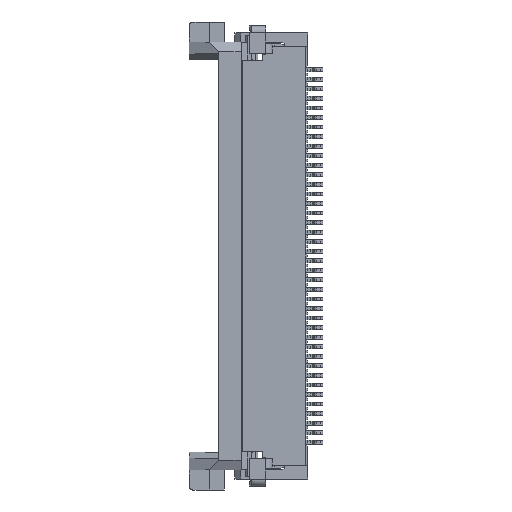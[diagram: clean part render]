
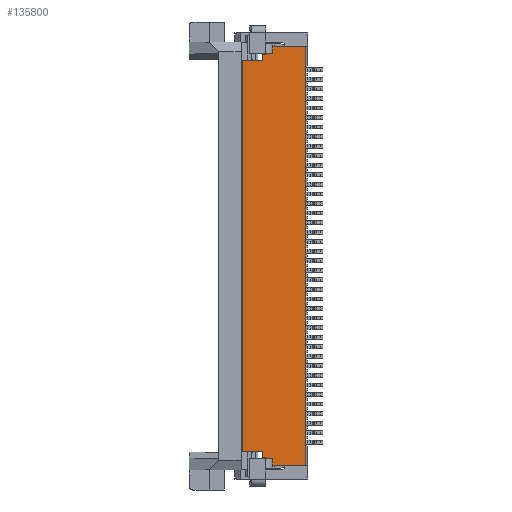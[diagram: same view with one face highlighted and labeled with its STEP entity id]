
A CAD part, left-side view. The second image highlights one B-rep face of the part: STEP entity #135800.
In plain terms, the highlighted face is planar.
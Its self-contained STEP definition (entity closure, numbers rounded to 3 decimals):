
#3850=CARTESIAN_POINT('',(0.5,32.4,-1.93));
#3860=VERTEX_POINT('',#3850);
#3890=CARTESIAN_POINT('',(0.5,32.4,-1.205));
#3900=DIRECTION('',(0.,0.,1.));
#3910=VECTOR('',#3900,1.);
#3920=LINE('',#3890,#3910);
#3930=CARTESIAN_POINT('',(0.5,32.4,-2.28));
#3940=VERTEX_POINT('',#3930);
#3950=EDGE_CURVE('',#3940,#3860,#3920,.T.);
#24990=CARTESIAN_POINT('',(0.5,34.15,-1.93));
#25000=VERTEX_POINT('',#24990);
#25030=CARTESIAN_POINT('',(0.5,34.25,-1.93));
#25040=DIRECTION('',(0.,1.,0.));
#25050=VECTOR('',#25040,1.);
#25060=LINE('',#25030,#25050);
#25070=EDGE_CURVE('',#3860,#25000,#25060,.T.);
#40450=CARTESIAN_POINT('',(0.5,32.4,-23.48));
#40460=VERTEX_POINT('',#40450);
#40490=CARTESIAN_POINT('',(0.5,32.4,-24.555));
#40500=DIRECTION('',(0.,0.,-1.));
#40510=VECTOR('',#40500,1.);
#40520=LINE('',#40490,#40510);
#40530=CARTESIAN_POINT('',(0.5,32.4,-23.83));
#40540=VERTEX_POINT('',#40530);
#40550=EDGE_CURVE('',#40460,#40540,#40520,.T.);
#52820=CARTESIAN_POINT('',(0.5,32.337,-2.28));
#52830=VERTEX_POINT('',#52820);
#67660=CARTESIAN_POINT('',(0.5,32.337,-23.48));
#67670=VERTEX_POINT('',#67660);
#98040=CARTESIAN_POINT('',(0.5,31.3,-2.28));
#98050=DIRECTION('',(0.,1.,0.));
#98060=VECTOR('',#98050,1.);
#98070=LINE('',#98040,#98060);
#98080=CARTESIAN_POINT('',(0.5,32.15,-2.28));
#98090=VERTEX_POINT('',#98080);
#98100=EDGE_CURVE('',#98090,#52830,#98070,.T.);
#109670=CARTESIAN_POINT('',(0.5,30.85,-23.13));
#109680=VERTEX_POINT('',#109670);
#109710=CARTESIAN_POINT('',(0.5,34.25,-23.13));
#109720=DIRECTION('',(0.,-1.,0.));
#109730=VECTOR('',#109720,1.);
#109740=LINE('',#109710,#109730);
#109750=CARTESIAN_POINT('',(0.5,31.9,-23.13));
#109760=VERTEX_POINT('',#109750);
#109770=EDGE_CURVE('',#109760,#109680,#109740,.T.);
#130530=CARTESIAN_POINT('',(0.5,34.25,-23.48));
#130540=DIRECTION('',(0.,1.,0.));
#130550=VECTOR('',#130540,1.);
#130560=LINE('',#130530,#130550);
#130570=EDGE_CURVE('',#67670,#40460,#130560,.T.);
#131960=CARTESIAN_POINT('',(0.5,34.25,-2.28));
#131970=DIRECTION('',(0.,1.,0.));
#131980=VECTOR('',#131970,1.);
#131990=LINE('',#131960,#131980);
#132000=EDGE_CURVE('',#52830,#3940,#131990,.T.);
#135000=CARTESIAN_POINT('',(0.5,34.25,-24.555));
#135010=DIRECTION('',(-1.,0.,0.));
#135020=DIRECTION('',(0.,0.,1.));
#135030=AXIS2_PLACEMENT_3D('',#135000,#135010,#135020);
#135040=PLANE('',#135030);
#135050=CARTESIAN_POINT('',(0.5,34.25,-23.83));
#135060=DIRECTION('',(0.,1.,0.));
#135070=VECTOR('',#135060,1.);
#135080=LINE('',#135050,#135070);
#135090=CARTESIAN_POINT('',(0.5,34.15,-23.83));
#135100=VERTEX_POINT('',#135090);
#135110=EDGE_CURVE('',#40540,#135100,#135080,.T.);
#135120=ORIENTED_EDGE('',*,*,#135110,.T.);
#135130=ORIENTED_EDGE('',*,*,#40550,.T.);
#135140=ORIENTED_EDGE('',*,*,#130570,.T.);
#135150=CARTESIAN_POINT('',(0.5,31.3,-23.48));
#135160=DIRECTION('',(0.,1.,0.));
#135170=VECTOR('',#135160,1.);
#135180=LINE('',#135150,#135170);
#135190=CARTESIAN_POINT('',(0.5,32.15,-23.48));
#135200=VERTEX_POINT('',#135190);
#135210=EDGE_CURVE('',#135200,#67670,#135180,.T.);
#135220=ORIENTED_EDGE('',*,*,#135210,.T.);
#135230=CARTESIAN_POINT('',(0.5,34.25,-24.32));
#135240=DIRECTION('',(0.,0.928,
-0.371));
#135250=VECTOR('',#135240,1.);
#135260=LINE('',#135230,#135250);
#135270=CARTESIAN_POINT('',(0.5,31.9,-23.38));
#135280=VERTEX_POINT('',#135270);
#135290=EDGE_CURVE('',#135280,#135200,#135260,.T.);
#135300=ORIENTED_EDGE('',*,*,#135290,.T.);
#135310=CARTESIAN_POINT('',(0.5,31.9,-24.555));
#135320=DIRECTION('',(0.,0.,-1.));
#135330=VECTOR('',#135320,1.);
#135340=LINE('',#135310,#135330);
#135350=EDGE_CURVE('',#109760,#135280,#135340,.T.);
#135360=ORIENTED_EDGE('',*,*,#135350,.T.);
#135370=ORIENTED_EDGE('',*,*,#109770,.F.);
#135380=CARTESIAN_POINT('',(0.5,30.85,-17.24));
#135390=DIRECTION('',(0.,0.,-1.));
#135400=VECTOR('',#135390,1.);
#135410=LINE('',#135380,#135400);
#135420=CARTESIAN_POINT('',(0.5,30.85,-2.63));
#135430=VERTEX_POINT('',#135420);
#135440=EDGE_CURVE('',#135430,#109680,#135410,.T.);
#135450=ORIENTED_EDGE('',*,*,#135440,.T.);
#135460=CARTESIAN_POINT('',(0.5,34.25,-2.63));
#135470=DIRECTION('',(0.,-1.,0.));
#135480=VECTOR('',#135470,1.);
#135490=LINE('',#135460,#135480);
#135500=CARTESIAN_POINT('',(0.5,31.9,-2.63));
#135510=VERTEX_POINT('',#135500);
#135520=EDGE_CURVE('',#135510,#135430,#135490,.T.);
#135530=ORIENTED_EDGE('',*,*,#135520,.T.);
#135540=CARTESIAN_POINT('',(0.5,31.9,-1.205));
#135550=DIRECTION('',(0.,0.,1.));
#135560=VECTOR('',#135550,1.);
#135570=LINE('',#135540,#135560);
#135580=CARTESIAN_POINT('',(0.5,31.9,-2.38));
#135590=VERTEX_POINT('',#135580);
#135600=EDGE_CURVE('',#135510,#135590,#135570,.T.);
#135610=ORIENTED_EDGE('',*,*,#135600,.F.);
#135620=CARTESIAN_POINT('',(0.5,34.25,-1.44));
#135630=DIRECTION('',(0.,0.928,
0.371));
#135640=VECTOR('',#135630,1.);
#135650=LINE('',#135620,#135640);
#135660=EDGE_CURVE('',#135590,#98090,#135650,.T.);
#135670=ORIENTED_EDGE('',*,*,#135660,.F.);
#135680=ORIENTED_EDGE('',*,*,#98100,.F.);
#135690=ORIENTED_EDGE('',*,*,#132000,.F.);
#135700=ORIENTED_EDGE('',*,*,#3950,.F.);
#135710=ORIENTED_EDGE('',*,*,#25070,.F.);
#135720=CARTESIAN_POINT('',(0.5,34.15,-22.52));
#135730=DIRECTION('',(0.,0.,-1.));
#135740=VECTOR('',#135730,1.);
#135750=LINE('',#135720,#135740);
#135760=EDGE_CURVE('',#25000,#135100,#135750,.T.);
#135770=ORIENTED_EDGE('',*,*,#135760,.F.);
#135780=EDGE_LOOP('',(#135770,#135710,#135700,#135690,#135680,#135670,
#135610,#135530,#135450,#135370,#135360,#135300,#135220,#135140,#135130,
#135120));
#135790=FACE_OUTER_BOUND('',#135780,.T.);
#135800=ADVANCED_FACE('',(#135790),#135040,.F.);
